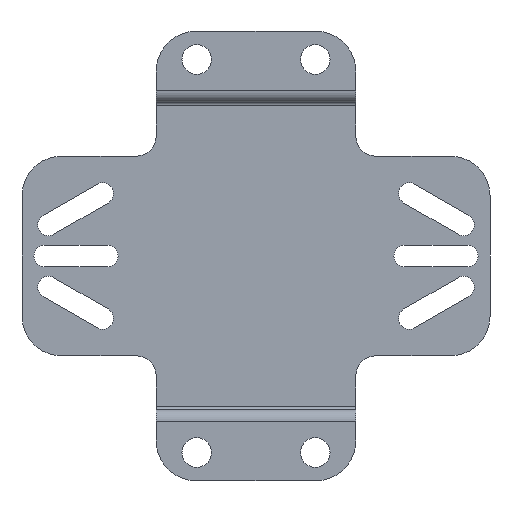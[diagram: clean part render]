
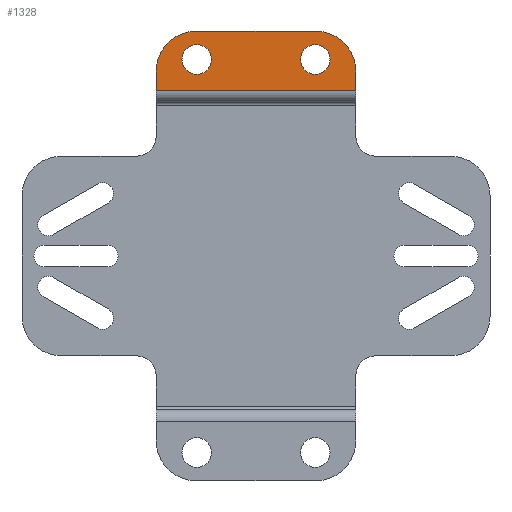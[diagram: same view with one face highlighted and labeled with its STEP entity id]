
A CAD part, left-side view. The second image highlights one B-rep face of the part: STEP entity #1328.
In plain terms, the highlighted planar face has unit normal (-1, 0, 0).
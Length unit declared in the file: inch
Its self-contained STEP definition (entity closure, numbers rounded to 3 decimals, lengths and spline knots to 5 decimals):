
#1=CARTESIAN_POINT('',(0.,0.75984,2.33465));
#2=DIRECTION('',(-1.,0.,0.));
#3=DIRECTION('',(0.,0.,1.));
#4=AXIS2_PLACEMENT_3D('',#1,#2,#3);
#6=DIRECTION('',(0.,-1.,0.));
#7=VECTOR('',#6,1.51969);
#8=CARTESIAN_POINT('',(0.,0.75984,2.83465));
#9=LINE('',#8,#7);
#10=CARTESIAN_POINT('',(0.,-0.75984,2.33465));
#11=DIRECTION('',(-1.,0.,0.));
#12=DIRECTION('',(0.,-1.,0.));
#13=AXIS2_PLACEMENT_3D('',#10,#11,#12);
#15=DIRECTION('',(0.,0.,-1.));
#16=VECTOR('',#15,0.25169);
#17=CARTESIAN_POINT('',(0.,-1.25984,2.33465));
#18=LINE('',#17,#16);
#19=DIRECTION('',(0.,0.,-1.));
#20=VECTOR('',#19,0.25169);
#21=CARTESIAN_POINT('',(0.,1.25984,2.33465));
#22=LINE('',#21,#20);
#23=CARTESIAN_POINT('',(0.,0.74803,2.48031));
#24=DIRECTION('',(1.,0.,0.));
#25=DIRECTION('',(0.,0.,1.));
#26=AXIS2_PLACEMENT_3D('',#23,#24,#25);
#28=CARTESIAN_POINT('',(0.,0.74803,2.48031));
#29=DIRECTION('',(1.,0.,0.));
#30=DIRECTION('',(0.,0.,-1.));
#31=AXIS2_PLACEMENT_3D('',#28,#29,#30);
#33=CARTESIAN_POINT('',(0.,-0.74803,2.48031));
#34=DIRECTION('',(1.,0.,0.));
#35=DIRECTION('',(0.,0.,1.));
#36=AXIS2_PLACEMENT_3D('',#33,#34,#35);
#38=CARTESIAN_POINT('',(0.,-0.74803,2.48031));
#39=DIRECTION('',(1.,0.,0.));
#40=DIRECTION('',(0.,0.,-1.));
#41=AXIS2_PLACEMENT_3D('',#38,#39,#40);
#60=DIRECTION('',(0.,-1.,0.));
#61=VECTOR('',#60,2.51969);
#62=CARTESIAN_POINT('',(0.,1.25984,2.08295));
#63=LINE('',#62,#61);
#1009=CARTESIAN_POINT('',(0.,1.25984,2.08295));
#1011=VERTEX_POINT('',#1009);
#1013=CARTESIAN_POINT('',(0.,-1.25984,2.08295));
#1015=VERTEX_POINT('',#1013);
#1105=CARTESIAN_POINT('',(0.,0.75984,2.83465));
#1106=CARTESIAN_POINT('',(0.,1.25984,2.33465));
#1107=VERTEX_POINT('',#1105);
#1108=VERTEX_POINT('',#1106);
#1113=CARTESIAN_POINT('',(0.,-1.25984,2.33465));
#1114=CARTESIAN_POINT('',(0.,-0.75984,2.83465));
#1115=VERTEX_POINT('',#1113);
#1116=VERTEX_POINT('',#1114);
#1169=CARTESIAN_POINT('',(0.,0.74803,2.66732));
#1170=CARTESIAN_POINT('',(0.,0.74803,2.29331));
#1171=VERTEX_POINT('',#1169);
#1172=VERTEX_POINT('',#1170);
#1173=CARTESIAN_POINT('',(0.,-0.74803,2.66732));
#1174=CARTESIAN_POINT('',(0.,-0.74803,2.29331));
#1175=VERTEX_POINT('',#1173);
#1176=VERTEX_POINT('',#1174);
#1297=CARTESIAN_POINT('',(0.,2.95276,2.83465));
#1298=DIRECTION('',(-1.,0.,0.));
#1299=DIRECTION('',(0.,0.,-1.));
#1300=AXIS2_PLACEMENT_3D('',#1297,#1298,#1299);
#1301=PLANE('',#1300);
#1303=ORIENTED_EDGE('',*,*,#1302,.F.);
#1305=ORIENTED_EDGE('',*,*,#1304,.T.);
#1307=ORIENTED_EDGE('',*,*,#1306,.F.);
#1309=ORIENTED_EDGE('',*,*,#1308,.T.);
#1311=ORIENTED_EDGE('',*,*,#1310,.F.);
#1313=ORIENTED_EDGE('',*,*,#1312,.F.);
#1314=EDGE_LOOP('',(#1303,#1305,#1307,#1309,#1311,#1313));
#1315=FACE_OUTER_BOUND('',#1314,.F.);
#1317=ORIENTED_EDGE('',*,*,#1316,.F.);
#1319=ORIENTED_EDGE('',*,*,#1318,.F.);
#1320=EDGE_LOOP('',(#1317,#1319));
#1321=FACE_BOUND('',#1320,.F.);
#1323=ORIENTED_EDGE('',*,*,#1322,.F.);
#1325=ORIENTED_EDGE('',*,*,#1324,.F.);
#1326=EDGE_LOOP('',(#1323,#1325));
#1327=FACE_BOUND('',#1326,.F.);
#1328=ADVANCED_FACE('',(#1315,#1321,#1327),#1301,.T.);
#5=CIRCLE('',#4,0.5);
#14=CIRCLE('',#13,0.5);
#27=CIRCLE('',#26,0.18701);
#32=CIRCLE('',#31,0.18701);
#37=CIRCLE('',#36,0.18701);
#42=CIRCLE('',#41,0.18701);
#1302=EDGE_CURVE('',#1107,#1108,#5,.T.);
#1304=EDGE_CURVE('',#1107,#1116,#9,.T.);
#1306=EDGE_CURVE('',#1115,#1116,#14,.T.);
#1308=EDGE_CURVE('',#1115,#1015,#18,.T.);
#1310=EDGE_CURVE('',#1011,#1015,#63,.T.);
#1312=EDGE_CURVE('',#1108,#1011,#22,.T.);
#1316=EDGE_CURVE('',#1171,#1172,#27,.T.);
#1318=EDGE_CURVE('',#1172,#1171,#32,.T.);
#1322=EDGE_CURVE('',#1175,#1176,#37,.T.);
#1324=EDGE_CURVE('',#1176,#1175,#42,.T.);
